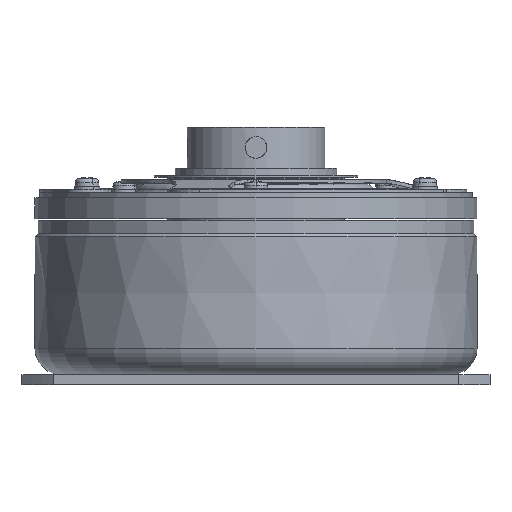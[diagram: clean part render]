
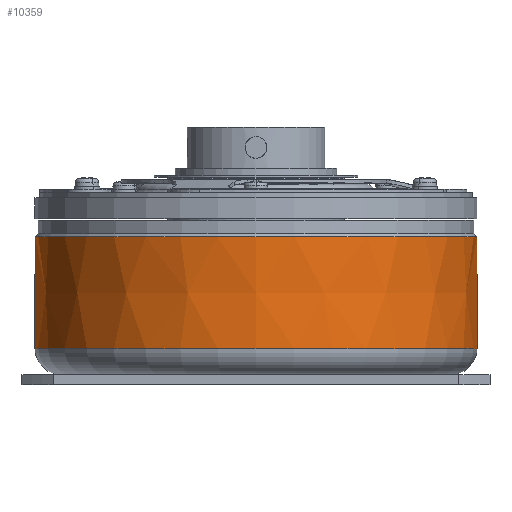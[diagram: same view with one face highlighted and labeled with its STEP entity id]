
A CAD part, front view. The second image highlights one B-rep face of the part: STEP entity #10359.
In plain terms, the highlighted conical face has half-angle 0 degrees and reference radius 51 mm.
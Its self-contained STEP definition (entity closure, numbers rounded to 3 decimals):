
#117 = CARTESIAN_POINT ( 'NONE',  ( 51., 0., 8.401 ) ) ;
#193 = ORIENTED_EDGE ( 'NONE', *, *, #9748, .T. ) ;
#1280 = LINE ( 'NONE', #10427, #5195 ) ;
#1297 = CARTESIAN_POINT ( 'NONE',  ( 51., 0., 34.151 ) ) ;
#1355 = CARTESIAN_POINT ( 'NONE',  ( -51., 0., 8.401 ) ) ;
#1480 = CIRCLE ( 'NONE', #1827, 51. ) ;
#1526 = EDGE_CURVE ( 'NONE', #3612, #5847, #2863, .T. ) ;
#1827 = AXIS2_PLACEMENT_3D ( 'NONE', #10282, #7797, #3665 ) ;
#1863 = ORIENTED_EDGE ( 'NONE', *, *, #5660, .F. ) ;
#2019 = AXIS2_PLACEMENT_3D ( 'NONE', #5415, #7062, #6236 ) ;
#2635 = CONICAL_SURFACE ( 'NONE', #6608, 51., 0. ) ;
#2863 = LINE ( 'NONE', #1355, #9248 ) ;
#3034 = DIRECTION ( 'NONE',  ( 0., 0., -1. ) ) ;
#3523 = CARTESIAN_POINT ( 'NONE',  ( -51., 0., 34.151 ) ) ;
#3571 = VERTEX_POINT ( 'NONE', #117 ) ;
#3612 = VERTEX_POINT ( 'NONE', #3523 ) ;
#3665 = DIRECTION ( 'NONE',  ( -1., 0., 0. ) ) ;
#4577 = DIRECTION ( 'NONE',  ( -1., 0., 0. ) ) ;
#4614 = DIRECTION ( 'NONE',  ( 0., 0., -1. ) ) ;
#4675 = ORIENTED_EDGE ( 'NONE', *, *, #6681, .F. ) ;
#5195 = VECTOR ( 'NONE', #4614, 1000. ) ;
#5415 = CARTESIAN_POINT ( 'NONE',  ( 0., 0., 8.401 ) ) ;
#5660 = EDGE_CURVE ( 'NONE', #7124, #3571, #1280, .T. ) ;
#5847 = VERTEX_POINT ( 'NONE', #9141 ) ;
#6236 = DIRECTION ( 'NONE',  ( -1., 0., 0. ) ) ;
#6315 = CARTESIAN_POINT ( 'NONE',  ( 0., 0., 8.401 ) ) ;
#6450 = ORIENTED_EDGE ( 'NONE', *, *, #1526, .T. ) ;
#6608 = AXIS2_PLACEMENT_3D ( 'NONE', #6315, #7050, #4577 ) ;
#6681 = EDGE_CURVE ( 'NONE', #3571, #5847, #8801, .T. ) ;
#7050 = DIRECTION ( 'NONE',  ( 0., 0., -1. ) ) ;
#7062 = DIRECTION ( 'NONE',  ( 0., 0., -1. ) ) ;
#7124 = VERTEX_POINT ( 'NONE', #1297 ) ;
#7797 = DIRECTION ( 'NONE',  ( 0., 0., -1. ) ) ;
#8683 = EDGE_LOOP ( 'NONE', ( #1863, #193, #6450, #4675 ) ) ;
#8801 = CIRCLE ( 'NONE', #2019, 51. ) ;
#9141 = CARTESIAN_POINT ( 'NONE',  ( -51., 0., 8.401 ) ) ;
#9248 = VECTOR ( 'NONE', #3034, 1000. ) ;
#9523 = FACE_OUTER_BOUND ( 'NONE', #8683, .T. ) ;
#9748 = EDGE_CURVE ( 'NONE', #7124, #3612, #1480, .T. ) ;
#10282 = CARTESIAN_POINT ( 'NONE',  ( 0., 0., 34.151 ) ) ;
#10359 = ADVANCED_FACE ( 'NONE', ( #9523 ), #2635, .T. ) ;
#10427 = CARTESIAN_POINT ( 'NONE',  ( 51., 0., 8.401 ) ) ;
